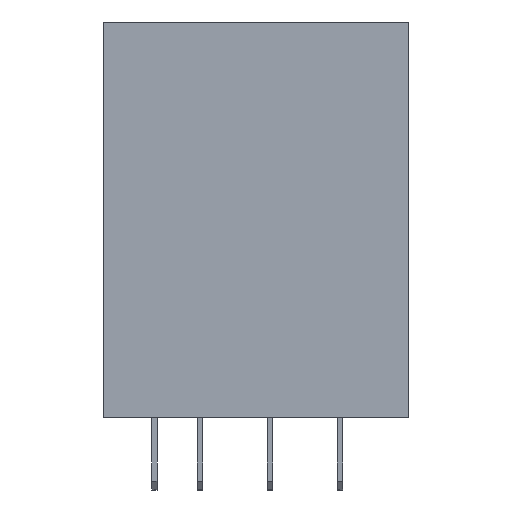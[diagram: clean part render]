
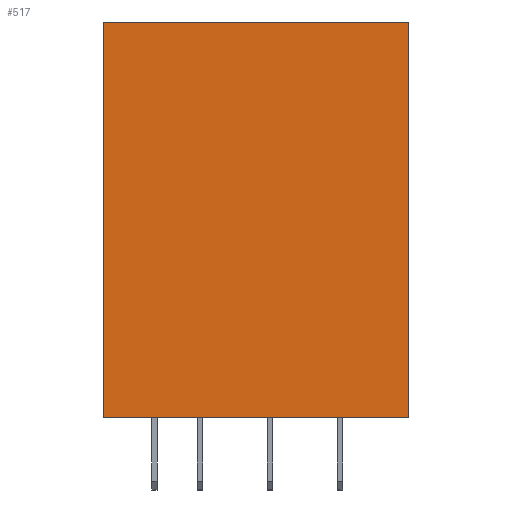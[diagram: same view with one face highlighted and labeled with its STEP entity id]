
A CAD part, left-side view. The second image highlights one B-rep face of the part: STEP entity #517.
In plain terms, the highlighted planar face has unit normal (-1, 0, 0).
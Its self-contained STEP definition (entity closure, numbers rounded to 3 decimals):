
#481=AXIS2_PLACEMENT_3D('Plane Axis2P3D',#478,#479,#480) ;
#341=CARTESIAN_POINT('Vertex',(0.,27.5,42.1)) ;
#344=CARTESIAN_POINT('Line Origine',(0.,22.,42.1)) ;
#348=CARTESIAN_POINT('Vertex',(0.,16.5,42.1)) ;
#392=CARTESIAN_POINT('Vertex',(0.,27.5,6.5)) ;
#395=CARTESIAN_POINT('Line Origine',(0.,27.5,24.3)) ;
#478=CARTESIAN_POINT('Axis2P3D Location',(0.,27.5,42.1)) ;
#483=CARTESIAN_POINT('Line Origine',(0.,8.25,42.05)) ;
#487=CARTESIAN_POINT('Vertex',(0.,16.5,42.05)) ;
#489=CARTESIAN_POINT('Vertex',(0.,0.,42.05)) ;
#492=CARTESIAN_POINT('Line Origine',(0.,16.5,42.075)) ;
#497=CARTESIAN_POINT('Line Origine',(0.,13.75,6.5)) ;
#501=CARTESIAN_POINT('Vertex',(0.,0.,6.5)) ;
#504=CARTESIAN_POINT('Line Origine',(0.,0.,24.275)) ;
#345=DIRECTION('Vector Direction',(0.,-1.,0.)) ;
#396=DIRECTION('Vector Direction',(0.,0.,1.)) ;
#479=DIRECTION('Axis2P3D Direction',(1.,0.,0.)) ;
#480=DIRECTION('Axis2P3D XDirection',(0.,0.,1.)) ;
#484=DIRECTION('Vector Direction',(0.,-1.,0.)) ;
#493=DIRECTION('Vector Direction',(0.,0.,-1.)) ;
#498=DIRECTION('Vector Direction',(0.,1.,0.)) ;
#505=DIRECTION('Vector Direction',(0.,0.,-1.)) ;
#346=VECTOR('Line Direction',#345,1.) ;
#397=VECTOR('Line Direction',#396,1.) ;
#485=VECTOR('Line Direction',#484,1.) ;
#494=VECTOR('Line Direction',#493,1.) ;
#499=VECTOR('Line Direction',#498,1.) ;
#506=VECTOR('Line Direction',#505,1.) ;
#510=ORIENTED_EDGE('',*,*,#491,.F.) ;
#511=ORIENTED_EDGE('',*,*,#496,.F.) ;
#512=ORIENTED_EDGE('',*,*,#350,.F.) ;
#513=ORIENTED_EDGE('',*,*,#399,.F.) ;
#514=ORIENTED_EDGE('',*,*,#503,.F.) ;
#515=ORIENTED_EDGE('',*,*,#508,.F.) ;
#517=ADVANCED_FACE('Relais',(#516),#482,.F.) ;
#350=EDGE_CURVE('',#342,#349,#347,.T.) ;
#399=EDGE_CURVE('',#393,#342,#398,.T.) ;
#491=EDGE_CURVE('',#488,#490,#486,.T.) ;
#496=EDGE_CURVE('',#349,#488,#495,.T.) ;
#503=EDGE_CURVE('',#502,#393,#500,.T.) ;
#508=EDGE_CURVE('',#490,#502,#507,.T.) ;
#509=EDGE_LOOP('',(#510,#511,#512,#513,#514,#515)) ;
#516=FACE_OUTER_BOUND('',#509,.T.) ;
#347=LINE('Line',#344,#346) ;
#398=LINE('Line',#395,#397) ;
#486=LINE('Line',#483,#485) ;
#495=LINE('Line',#492,#494) ;
#500=LINE('Line',#497,#499) ;
#507=LINE('Line',#504,#506) ;
#482=PLANE('',#481) ;
#342=VERTEX_POINT('',#341) ;
#349=VERTEX_POINT('',#348) ;
#393=VERTEX_POINT('',#392) ;
#488=VERTEX_POINT('',#487) ;
#490=VERTEX_POINT('',#489) ;
#502=VERTEX_POINT('',#501) ;
